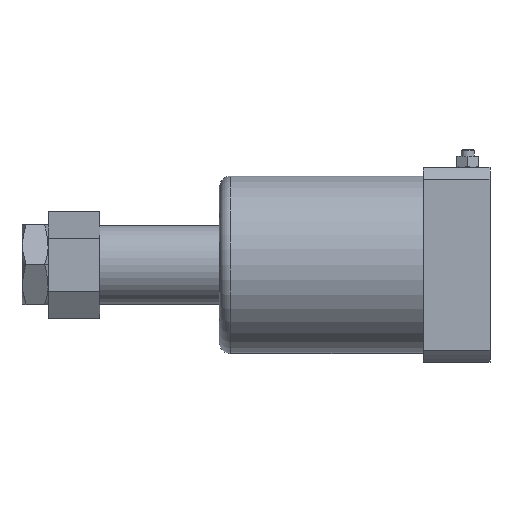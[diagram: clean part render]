
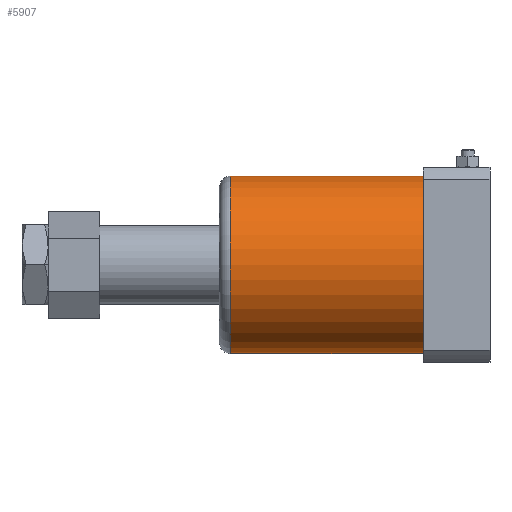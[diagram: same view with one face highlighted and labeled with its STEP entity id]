
A CAD part, left-side view. The second image highlights one B-rep face of the part: STEP entity #5907.
In plain terms, the highlighted cylindrical face has radius 40 mm (diameter 80 mm), a partial arc.
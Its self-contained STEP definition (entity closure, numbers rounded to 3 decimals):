
#250 = DIRECTION ( 'NONE',  ( 0., 0., -1. ) ) ;
#254 = DIRECTION ( 'NONE',  ( 0., 1., 0. ) ) ;
#279 = CARTESIAN_POINT ( 'NONE',  ( 0., 30., 0. ) ) ;
#337 = CIRCLE ( 'NONE', #4324, 40. ) ;
#374 = CIRCLE ( 'NONE', #4335, 40. ) ;
#477 = FACE_OUTER_BOUND ( 'NONE', #5282, .T. ) ;
#479 = CYLINDRICAL_SURFACE ( 'NONE', #4369, 40. ) ;
#1508 = DIRECTION ( 'NONE',  ( 0., -1., 0. ) ) ;
#1509 = DIRECTION ( 'NONE',  ( 0., 0., 1. ) ) ;
#1513 = CARTESIAN_POINT ( 'NONE',  ( 0., 117., 0. ) ) ;
#1702 = CARTESIAN_POINT ( 'NONE',  ( 0., 122., 0. ) ) ;
#1706 = DIRECTION ( 'NONE',  ( 0., -1., 0. ) ) ;
#1707 = DIRECTION ( 'NONE',  ( 0., 0., -1. ) ) ;
#1713 = CARTESIAN_POINT ( 'NONE',  ( 0., 30., 40. ) ) ;
#1961 = LINE ( 'NONE', #5793, #1964 ) ;
#1964 = VECTOR ( 'NONE', #5841, 1000. ) ;
#1965 = LINE ( 'NONE', #5752, #1967 ) ;
#1967 = VECTOR ( 'NONE', #5688, 1000. ) ;
#3279 = CARTESIAN_POINT ( 'NONE',  ( 0., 117., 40. ) ) ;
#3285 = CARTESIAN_POINT ( 'NONE',  ( 0., 117., -40. ) ) ;
#3303 = CARTESIAN_POINT ( 'NONE',  ( 0., 30., -40. ) ) ;
#4055 = ORIENTED_EDGE ( 'NONE', *, *, #4226, .T. ) ;
#4056 = ORIENTED_EDGE ( 'NONE', *, *, #4255, .T. ) ;
#4059 = ORIENTED_EDGE ( 'NONE', *, *, #4113, .F. ) ;
#4080 = ORIENTED_EDGE ( 'NONE', *, *, #4115, .T. ) ;
#4113 = EDGE_CURVE ( 'NONE', #5155, #5196, #1961, .T. ) ;
#4115 = EDGE_CURVE ( 'NONE', #5146, #5149, #1965, .T. ) ;
#4226 = EDGE_CURVE ( 'NONE', #5155, #5146, #337, .T. ) ;
#4255 = EDGE_CURVE ( 'NONE', #5149, #5196, #374, .T. ) ;
#4324 = AXIS2_PLACEMENT_3D ( 'NONE', #1513, #1508, #1509 ) ;
#4335 = AXIS2_PLACEMENT_3D ( 'NONE', #279, #254, #250 ) ;
#4369 = AXIS2_PLACEMENT_3D ( 'NONE', #1702, #1706, #1707 ) ;
#5146 = VERTEX_POINT ( 'NONE', #3285 ) ;
#5149 = VERTEX_POINT ( 'NONE', #3303 ) ;
#5155 = VERTEX_POINT ( 'NONE', #3279 ) ;
#5196 = VERTEX_POINT ( 'NONE', #1713 ) ;
#5282 = EDGE_LOOP ( 'NONE', ( #4059, #4055, #4080, #4056 ) ) ;
#5688 = DIRECTION ( 'NONE',  ( 0., -1., 0. ) ) ;
#5752 = CARTESIAN_POINT ( 'NONE',  ( 0., 122., -40. ) ) ;
#5793 = CARTESIAN_POINT ( 'NONE',  ( 0., 122., 40. ) ) ;
#5841 = DIRECTION ( 'NONE',  ( 0., -1., 0. ) ) ;
#5907 = ADVANCED_FACE ( 'NONE', ( #477 ), #479, .T. ) ;
